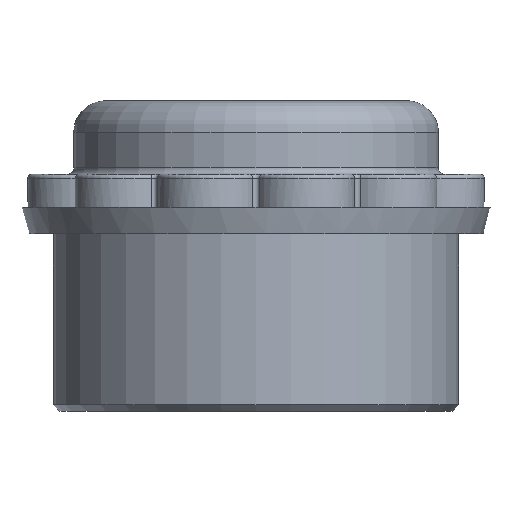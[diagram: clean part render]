
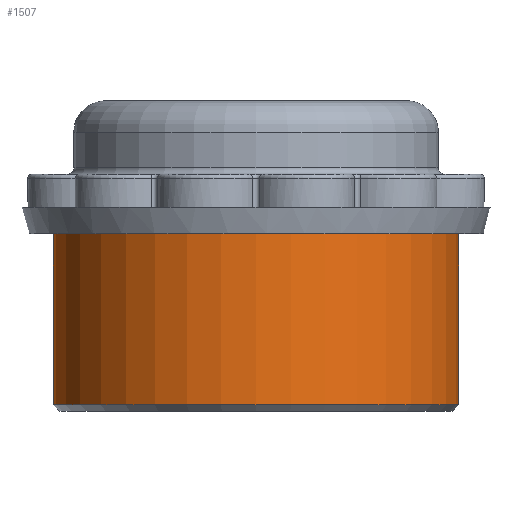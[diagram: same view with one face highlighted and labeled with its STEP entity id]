
A CAD part, front view. The second image highlights one B-rep face of the part: STEP entity #1507.
In plain terms, the highlighted cylindrical face has radius 16 mm (diameter 32 mm), a full revolution.
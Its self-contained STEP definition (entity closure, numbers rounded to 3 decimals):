
#165=CYLINDRICAL_SURFACE('',#1621,16.);
#217=FACE_BOUND('',#355,.T.);
#243=FACE_OUTER_BOUND('',#354,.T.);
#354=EDGE_LOOP('',(#1045));
#355=EDGE_LOOP('',(#1046));
#488=CIRCLE('',#1619,16.);
#490=CIRCLE('',#1622,16.);
#669=VERTEX_POINT('',#2543);
#671=VERTEX_POINT('',#2548);
#814=EDGE_CURVE('',#669,#669,#488,.T.);
#816=EDGE_CURVE('',#671,#671,#490,.T.);
#1045=ORIENTED_EDGE('',*,*,#816,.F.);
#1046=ORIENTED_EDGE('',*,*,#814,.F.);
#1507=ADVANCED_FACE('',(#243,#217),#165,.T.);
#1619=AXIS2_PLACEMENT_3D('',#2544,#1913,#1914);
#1621=AXIS2_PLACEMENT_3D('',#2547,#1917,#1918);
#1622=AXIS2_PLACEMENT_3D('',#2549,#1919,#1920);
#1913=DIRECTION('center_axis',(0.,0.,-1.));
#1914=DIRECTION('ref_axis',(1.,0.,0.));
#1917=DIRECTION('center_axis',(0.,0.,-1.));
#1918=DIRECTION('ref_axis',(1.,0.,0.));
#1919=DIRECTION('center_axis',(0.,0.,1.));
#1920=DIRECTION('ref_axis',(1.,0.,0.));
#2543=CARTESIAN_POINT('',(-16.,0.,-13.5));
#2544=CARTESIAN_POINT('Origin',(0.,0.,-13.5));
#2547=CARTESIAN_POINT('Origin',(0.,0.,0.));
#2548=CARTESIAN_POINT('',(-16.,0.,0.));
#2549=CARTESIAN_POINT('Origin',(0.,0.,0.));
